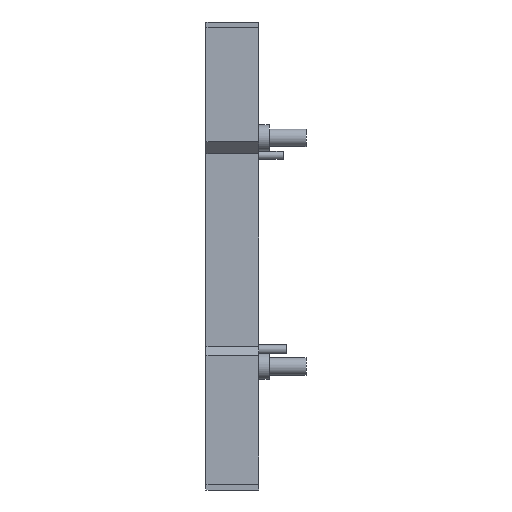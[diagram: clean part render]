
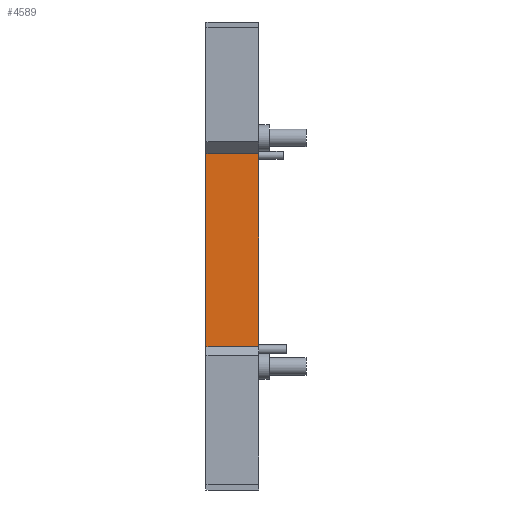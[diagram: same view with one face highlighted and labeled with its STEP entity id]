
A CAD part, front view. The second image highlights one B-rep face of the part: STEP entity #4589.
In plain terms, the highlighted planar face has unit normal (0, -1, 0).
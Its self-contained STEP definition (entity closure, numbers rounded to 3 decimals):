
#54 = ORIENTED_EDGE ( 'NONE', *, *, #1235, .T. ) ;
#174 = CARTESIAN_POINT ( 'NONE',  ( 4.5, -27.3, 17.5 ) ) ;
#271 = EDGE_LOOP ( 'NONE', ( #1851, #3189, #595, #54 ) ) ;
#544 = VECTOR ( 'NONE', #1712, 1000. ) ;
#556 = FACE_OUTER_BOUND ( 'NONE', #271, .T. ) ;
#577 = LINE ( 'NONE', #174, #544 ) ;
#582 = EDGE_CURVE ( 'NONE', #1854, #2903, #577, .T. ) ;
#595 = ORIENTED_EDGE ( 'NONE', *, *, #3295, .F. ) ;
#984 = VERTEX_POINT ( 'NONE', #4394 ) ;
#1009 = AXIS2_PLACEMENT_3D ( 'NONE', #3238, #1318, #4332 ) ;
#1128 = DIRECTION ( 'NONE',  ( 1., 0., 0. ) ) ;
#1235 = EDGE_CURVE ( 'NONE', #3856, #1854, #1924, .T. ) ;
#1318 = DIRECTION ( 'NONE',  ( 0., 1., 0. ) ) ;
#1334 = VECTOR ( 'NONE', #1128, 1000. ) ;
#1580 = LINE ( 'NONE', #2685, #1334 ) ;
#1712 = DIRECTION ( 'NONE',  ( 0., 0., 1. ) ) ;
#1725 = VECTOR ( 'NONE', #2794, 1000. ) ;
#1851 = ORIENTED_EDGE ( 'NONE', *, *, #582, .T. ) ;
#1854 = VERTEX_POINT ( 'NONE', #1904 ) ;
#1904 = CARTESIAN_POINT ( 'NONE',  ( 4.5, -27.3, -17.7 ) ) ;
#1924 = LINE ( 'NONE', #2690, #1992 ) ;
#1992 = VECTOR ( 'NONE', #3923, 1000. ) ;
#2685 = CARTESIAN_POINT ( 'NONE',  ( -4.5, -27.3, 17.5 ) ) ;
#2690 = CARTESIAN_POINT ( 'NONE',  ( -4.5, -27.3, -17.7 ) ) ;
#2794 = DIRECTION ( 'NONE',  ( 0., 0., 1. ) ) ;
#2903 = VERTEX_POINT ( 'NONE', #4317 ) ;
#3024 = CARTESIAN_POINT ( 'NONE',  ( -4.5, -27.3, -17.7 ) ) ;
#3189 = ORIENTED_EDGE ( 'NONE', *, *, #4512, .F. ) ;
#3238 = CARTESIAN_POINT ( 'NONE',  ( -4.5, -27.3, 17.5 ) ) ;
#3295 = EDGE_CURVE ( 'NONE', #3856, #984, #3562, .T. ) ;
#3562 = LINE ( 'NONE', #3918, #1725 ) ;
#3591 = PLANE ( 'NONE',  #1009 ) ;
#3856 = VERTEX_POINT ( 'NONE', #3024 ) ;
#3918 = CARTESIAN_POINT ( 'NONE',  ( -4.5, -27.3, 17.5 ) ) ;
#3923 = DIRECTION ( 'NONE',  ( 1., 0., 0. ) ) ;
#4317 = CARTESIAN_POINT ( 'NONE',  ( 4.5, -27.3, 17.5 ) ) ;
#4332 = DIRECTION ( 'NONE',  ( 0., 0., 1. ) ) ;
#4394 = CARTESIAN_POINT ( 'NONE',  ( -4.5, -27.3, 17.5 ) ) ;
#4512 = EDGE_CURVE ( 'NONE', #984, #2903, #1580, .T. ) ;
#4589 = ADVANCED_FACE ( 'NONE', ( #556 ), #3591, .F. ) ;
